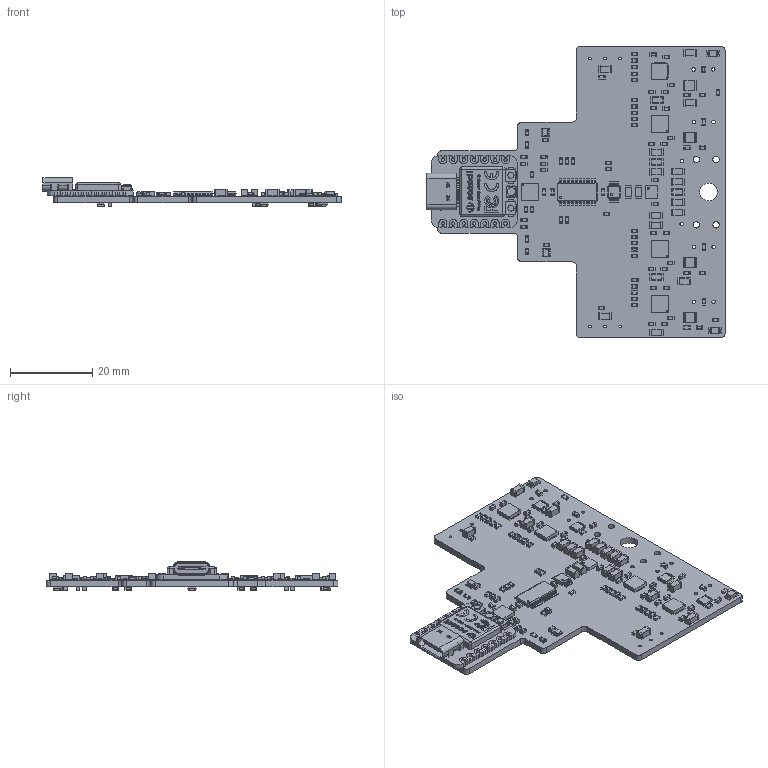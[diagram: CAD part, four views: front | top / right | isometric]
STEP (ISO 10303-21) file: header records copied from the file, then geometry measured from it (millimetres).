
FILE_DESCRIPTION(('KiCad electronic assembly'),'2;1');
FILE_NAME('botctrl.step','2024-10-26T18:53:49',('Pcbnew'),('Kicad'), 'Open CASCADE STEP processor 7.6','KiCad to STEP converter','Unknown' );
FILE_SCHEMA(('AUTOMOTIVE_DESIGN { 1 0 10303 214 1 1 1 1 }'));
Length unit declared in the file: millimetre
Products named in the file (28): botctrl 1; C_1206_3216Metric; R_0603_1608Metric; D_0603_1608Metric; D_0603; DFN-6-1EP_3x3mm_P0.95mm_EP1.7x2.6mm; DFN_6_1EP_3x3mm_Pitch1mm; C_0603_1608Metric; R_1210_3225Metric; VQFN-24; User Library-VQFN-24; WS2812-0807; WS2812C-2020; LED_1206_3216Metric_Castellated; L_0603_1608Metric; TSSOP-28_4.4x9.7mm_P0.65mm; TSSOP_28_44x97mm_P065mm; TSSOP-10_3x3mm_P0.5mm; TSSOP_10_3x3mm_P05mm; Seeed Studio XIAO RP2040 v26; botctrl_PCB
Assembly tree (154 placements, depth 3):
  botctrl 1
    C_1206_3216Metric  x20
      C_1206_3216Metric
    R_0603_1608Metric  x29
      R_0603_1608Metric
    D_0603_1608Metric  x10
      D_0603
    DFN-6-1EP_3x3mm_P0.95mm_EP1.7x2.6mm
      DFN_6_1EP_3x3mm_Pitch1mm
    C_0603_1608Metric  x58
      C_0603_1608Metric
    R_1210_3225Metric  x4
      R_1210_3225Metric
    VQFN-24  x5
      User Library-VQFN-24
    WS2812-0807  x7
      WS2812C-2020
    LED_1206_3216Metric_Castellated  x2
      LED_1206_3216Metric_Castellated
    L_0603_1608Metric
      L_0603_1608Metric
    TSSOP-28_4.4x9.7mm_P0.65mm
      TSSOP_28_44x97mm_P065mm
    TSSOP-10_3x3mm_P0.5mm
      TSSOP_10_3x3mm_P05mm
    Seeed Studio XIAO RP2040 v26
      Seeed Studio XIAO RP2040 v26
    botctrl_PCB
Bounding box: 72.58 x 71 x 6.91 mm (x, y, z)
Volume: 6698.6 mm3; surface area: 11291.6 mm2
Topology: 279 solids, 279 shells, 7164 faces, 18816 edges, 12392 vertices
Faces by surface type: plane 4954, cylinder 1901, bspline 281, torus 12, sphere 10, cone 6
Full cylindrical faces by diameter (mm): 0.2 x36, 0.4 x1, 0.5 x5, 0.7 x6, 0.8 x14, 0.85 x10, 1.5 x2, 1.55 x4, 2 x1, 4.3 x1
Entity records: 87304 total; most frequent: CARTESIAN_POINT 16527, ORIENTED_EDGE 13050, DIRECTION 11803, EDGE_CURVE 6525, LINE 5057, VECTOR 5057, VERTEX_POINT 4246, AXIS2_PLACEMENT_3D 3373
